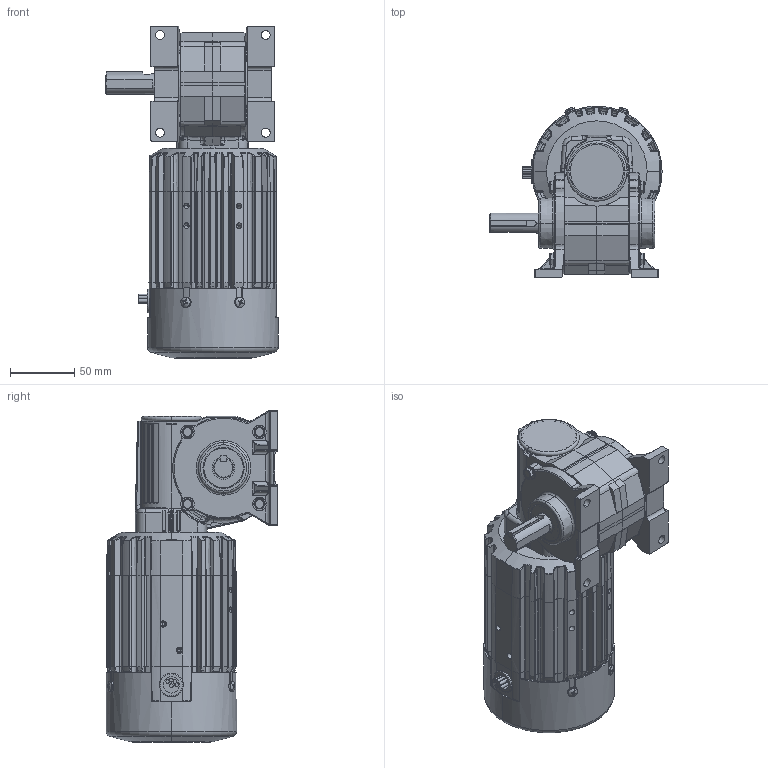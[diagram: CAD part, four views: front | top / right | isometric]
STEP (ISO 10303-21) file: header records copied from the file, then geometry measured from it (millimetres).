
FILE_DESCRIPTION (( 'STEP AP203' ), '1' );
FILE_NAME ('INFM0095.STEP', '2013-03-19T18:09:41', ( 'Admin' ), ( 'Bodine Electric Company' ), 'SwSTEP 2.0', 'SolidWorks 2012', '' );
FILE_SCHEMA (( 'CONFIG_CONTROL_DESIGN' ));
Products named in the file (1): INFM0095
Bounding box: 134.32 x 134.04 x 259.05 mm (x, y, z)
Volume: 1116609.8 mm3; surface area: 270452.5 mm2
Topology: 36 solids, 37 shells, 3264 faces, 8081 edges, 4842 vertices
Faces by surface type: plane 1031, bspline 867, cylinder 744, torus 302, cone 286, sphere 34
Entity records: 123414 total; most frequent: CARTESIAN_POINT 53111, ORIENTED_EDGE 15946, DIRECTION 13396, EDGE_CURVE 7973, AXIS2_PLACEMENT_3D 5536, VERTEX_POINT 4842, EDGE_LOOP 3409, FACE_OUTER_BOUND 3264
